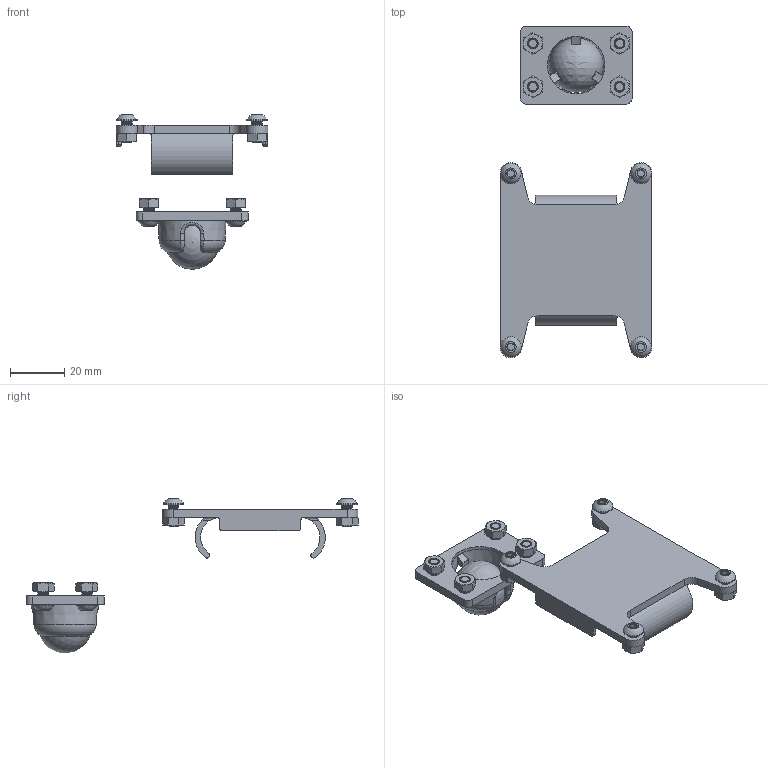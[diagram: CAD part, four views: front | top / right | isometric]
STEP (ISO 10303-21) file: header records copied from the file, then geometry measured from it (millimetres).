
FILE_DESCRIPTION( ( '' ), ' ' );
FILE_NAME( '5e2f0358a3d81f10a6251876.step', '2020-01-27T15:35:52', ( '' ), ( '' ), ' ', ' ', ' ' );
FILE_SCHEMA( ( 'AUTOMOTIVE_DESIGN { 1 0 10303 214 1 1 1 1 }' ) );
Length unit declared in the file: metre
Products named in the file (7): 45-2100 Caster <1>; Caster Ball; Caster Housing; Assem1; 2802-0004-0008; 2801-0004-0032; 45-0300 Battery Holder
Assembly tree (20 placements, depth 3):
  Assem1
    2802-0004-0008  x8
    2801-0004-0032  x8
    45-0300 Battery Holder
    45-2100 Caster <1>
      Caster Ball
      Caster Housing
Bounding box: 56 x 122.44 x 56.9 mm (x, y, z)
Volume: 20798.1 mm3; surface area: 18149.5 mm2
Topology: 19 solids, 19 shells, 529 faces, 1771 edges, 1306 vertices
Faces by surface type: plane 198, cone 175, cylinder 95, bspline 38, sphere 13, torus 6, extrusion 4
Full cylindrical faces by diameter (mm): 4.2 x4, 4.3 x4, 7.6 x8, 21.154 x1
Entity records: 10469 total; most frequent: CARTESIAN_POINT 4192, ORIENTED_EDGE 1046, DIRECTION 882, EDGE_CURVE 523, VERTEX_POINT 368, AXIS2_PLACEMENT_3D 350, EDGE_LOOP 225, FACE_OUTER_BOUND 195
